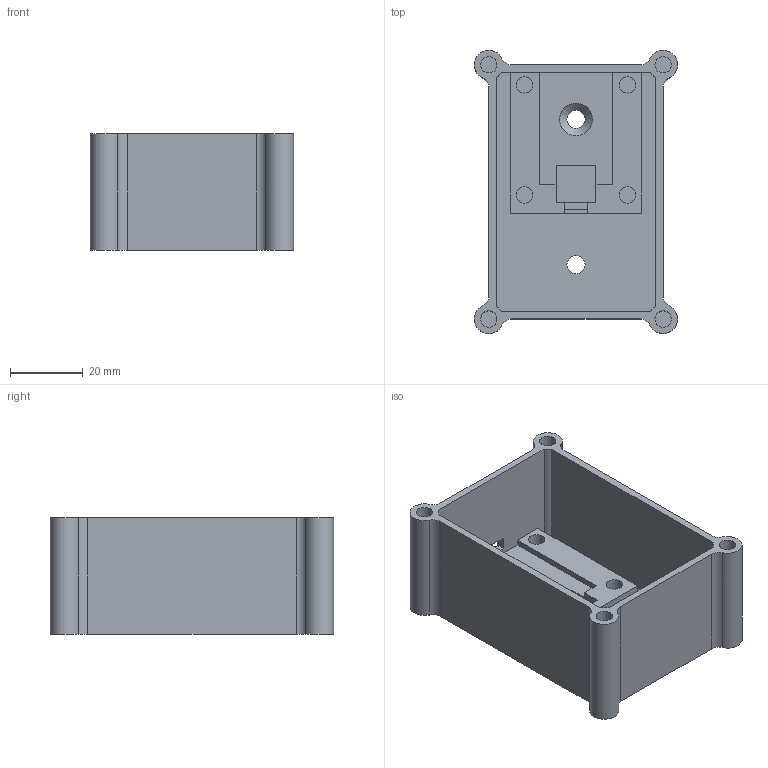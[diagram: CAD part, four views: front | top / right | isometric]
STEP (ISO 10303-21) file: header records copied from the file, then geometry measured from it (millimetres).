
FILE_DESCRIPTION(('FreeCAD Model'),'2;1');
FILE_NAME('Open CASCADE Shape Model','2026-02-08T06:28:37',(''),(''), 'Open CASCADE STEP processor 7.8','FreeCAD','Unknown');
FILE_SCHEMA(('AUTOMOTIVE_DESIGN { 1 0 10303 214 1 1 1 1 }'));
Length unit declared in the file: millimetre
Products named in the file (1): Down
Bounding box: 55.99 x 77.99 x 32 mm (x, y, z)
Volume: 29240.2 mm3; surface area: 23929.3 mm2
Topology: 1 solids, 1 shells, 70 faces, 180 edges, 121 vertices
Faces by surface type: plane 43, cylinder 26, cone 1
Full cylindrical faces by diameter (mm): 4.5 x8, 5 x2
Entity records: 2179 total; most frequent: DIRECTION 379, CARTESIAN_POINT 372, ORIENTED_EDGE 360, EDGE_CURVE 180, AXIS2_PLACEMENT_3D 128, LINE 123, VECTOR 123, VERTEX_POINT 121
